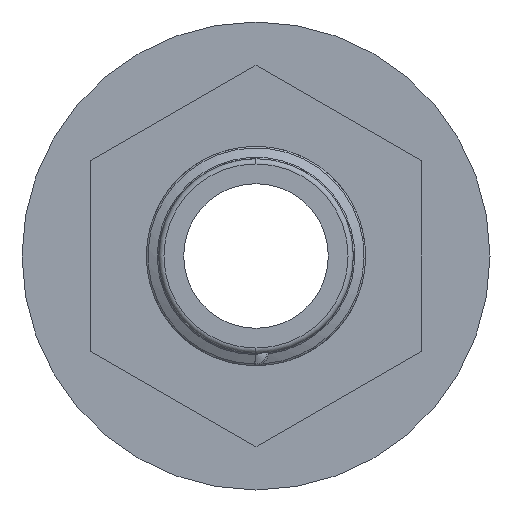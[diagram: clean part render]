
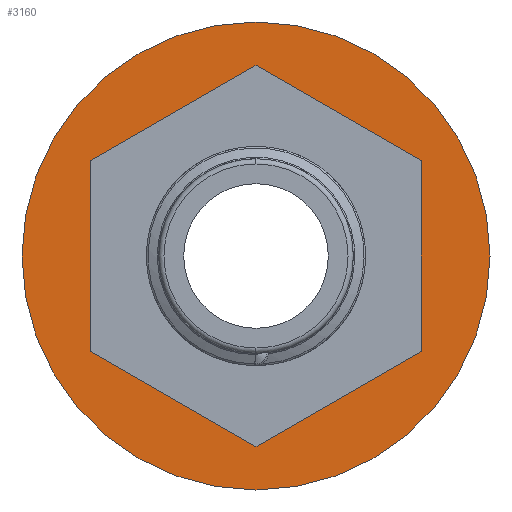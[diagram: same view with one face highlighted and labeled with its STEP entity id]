
A CAD part, left-side view. The second image highlights one B-rep face of the part: STEP entity #3160.
In plain terms, the highlighted planar face has unit normal (-1, 0, 0).
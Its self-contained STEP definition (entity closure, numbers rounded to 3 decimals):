
#814 = DIRECTION ( 'NONE',  ( 0., 0.866, 0.5 ) ) ;
#816 = CARTESIAN_POINT ( 'NONE',  ( -10., 0., -18.25 ) ) ;
#875 = FACE_OUTER_BOUND ( 'NONE', #1038, .T. ) ;
#876 = DIRECTION ( 'NONE',  ( 1., 0., 0. ) ) ;
#877 = DIRECTION ( 'NONE',  ( 0., 0., -1. ) ) ;
#889 = FACE_BOUND ( 'NONE', #7174, .T. ) ;
#907 = PLANE ( 'NONE',  #3761 ) ;
#917 = CARTESIAN_POINT ( 'NONE',  ( -10., 0., -18.25 ) ) ;
#1038 = EDGE_LOOP ( 'NONE', ( #7448, #5733 ) ) ;
#1899 = LINE ( 'NONE', #816, #3698 ) ;
#2557 = DIRECTION ( 'NONE',  ( 0., 0., 1. ) ) ;
#2562 = DIRECTION ( 'NONE',  ( -1., 0., 0. ) ) ;
#2564 = CARTESIAN_POINT ( 'NONE',  ( -10., 0., 0. ) ) ;
#2596 = DIRECTION ( 'NONE',  ( 0., 0., 1. ) ) ;
#2597 = CARTESIAN_POINT ( 'NONE',  ( -10., 15.805, -9.125 ) ) ;
#2600 = LINE ( 'NONE', #2597, #3907 ) ;
#2896 = DIRECTION ( 'NONE',  ( 0., -0.866, -0.5 ) ) ;
#2897 = CARTESIAN_POINT ( 'NONE',  ( -10., 0., 18.25 ) ) ;
#2902 = LINE ( 'NONE', #2897, #4008 ) ;
#3066 = DIRECTION ( 'NONE',  ( 0., 0.866, -0.5 ) ) ;
#3075 = CARTESIAN_POINT ( 'NONE',  ( -10., -15.805, -9.125 ) ) ;
#3076 = LINE ( 'NONE', #3075, #3879 ) ;
#3160 = ADVANCED_FACE ( 'NONE', ( #889, #875 ), #907, .F. ) ;
#3163 = EDGE_CURVE ( 'NONE', #5706, #5697, #1899, .T. ) ;
#3189 = EDGE_CURVE ( 'NONE', #5803, #5585, #4351, .T. ) ;
#3311 = EDGE_CURVE ( 'NONE', #5767, #5865, #3997, .T. ) ;
#3334 = EDGE_CURVE ( 'NONE', #5603, #5642, #9289, .T. ) ;
#3413 = EDGE_CURVE ( 'NONE', #5642, #5706, #3076, .T. ) ;
#3424 = EDGE_CURVE ( 'NONE', #5585, #5603, #2902, .T. ) ;
#3480 = EDGE_CURVE ( 'NONE', #5697, #5803, #2600, .T. ) ;
#3487 = EDGE_CURVE ( 'NONE', #5865, #5767, #4195, .T. ) ;
#3698 = VECTOR ( 'NONE', #814, 1000. ) ;
#3758 = VECTOR ( 'NONE', #4425, 1000. ) ;
#3761 = AXIS2_PLACEMENT_3D ( 'NONE', #917, #876, #877 ) ;
#3879 = VECTOR ( 'NONE', #3066, 1000. ) ;
#3907 = VECTOR ( 'NONE', #2596, 1000. ) ;
#3954 = VECTOR ( 'NONE', #9222, 1000. ) ;
#3997 = CIRCLE ( 'NONE', #4204, 22.4 ) ;
#4008 = VECTOR ( 'NONE', #2896, 1000. ) ;
#4104 = AXIS2_PLACEMENT_3D ( 'NONE', #2564, #2562, #2557 ) ;
#4195 = CIRCLE ( 'NONE', #4104, 22.4 ) ;
#4204 = AXIS2_PLACEMENT_3D ( 'NONE', #9723, #9720, #9706 ) ;
#4351 = LINE ( 'NONE', #4365, #3758 ) ;
#4365 = CARTESIAN_POINT ( 'NONE',  ( -10., 15.805, 9.125 ) ) ;
#4425 = DIRECTION ( 'NONE',  ( 0., -0.866, 0.5 ) ) ;
#5585 = VERTEX_POINT ( 'NONE', #8883 ) ;
#5603 = VERTEX_POINT ( 'NONE', #8918 ) ;
#5642 = VERTEX_POINT ( 'NONE', #9002 ) ;
#5697 = VERTEX_POINT ( 'NONE', #9021 ) ;
#5706 = VERTEX_POINT ( 'NONE', #9058 ) ;
#5733 = ORIENTED_EDGE ( 'NONE', *, *, #3487, .T. ) ;
#5767 = VERTEX_POINT ( 'NONE', #8906 ) ;
#5803 = VERTEX_POINT ( 'NONE', #8832 ) ;
#5865 = VERTEX_POINT ( 'NONE', #8994 ) ;
#7081 = ORIENTED_EDGE ( 'NONE', *, *, #3163, .T. ) ;
#7082 = ORIENTED_EDGE ( 'NONE', *, *, #3334, .T. ) ;
#7174 = EDGE_LOOP ( 'NONE', ( #7258, #7081, #7233, #7415, #7461, #7082 ) ) ;
#7233 = ORIENTED_EDGE ( 'NONE', *, *, #3480, .T. ) ;
#7258 = ORIENTED_EDGE ( 'NONE', *, *, #3413, .T. ) ;
#7415 = ORIENTED_EDGE ( 'NONE', *, *, #3189, .T. ) ;
#7448 = ORIENTED_EDGE ( 'NONE', *, *, #3311, .T. ) ;
#7461 = ORIENTED_EDGE ( 'NONE', *, *, #3424, .T. ) ;
#8832 = CARTESIAN_POINT ( 'NONE',  ( -10., 15.805, 9.125 ) ) ;
#8883 = CARTESIAN_POINT ( 'NONE',  ( -10., 0., 18.25 ) ) ;
#8906 = CARTESIAN_POINT ( 'NONE',  ( -10., 0., 22.4 ) ) ;
#8918 = CARTESIAN_POINT ( 'NONE',  ( -10., -15.805, 9.125 ) ) ;
#8994 = CARTESIAN_POINT ( 'NONE',  ( -10., 0., -22.4 ) ) ;
#9002 = CARTESIAN_POINT ( 'NONE',  ( -10., -15.805, -9.125 ) ) ;
#9021 = CARTESIAN_POINT ( 'NONE',  ( -10., 15.805, -9.125 ) ) ;
#9058 = CARTESIAN_POINT ( 'NONE',  ( -10., 0., -18.25 ) ) ;
#9222 = DIRECTION ( 'NONE',  ( 0., 0., -1. ) ) ;
#9237 = CARTESIAN_POINT ( 'NONE',  ( -10., -15.805, 9.125 ) ) ;
#9289 = LINE ( 'NONE', #9237, #3954 ) ;
#9706 = DIRECTION ( 'NONE',  ( 0., 0., 1. ) ) ;
#9720 = DIRECTION ( 'NONE',  ( -1., 0., 0. ) ) ;
#9723 = CARTESIAN_POINT ( 'NONE',  ( -10., 0., 0. ) ) ;
